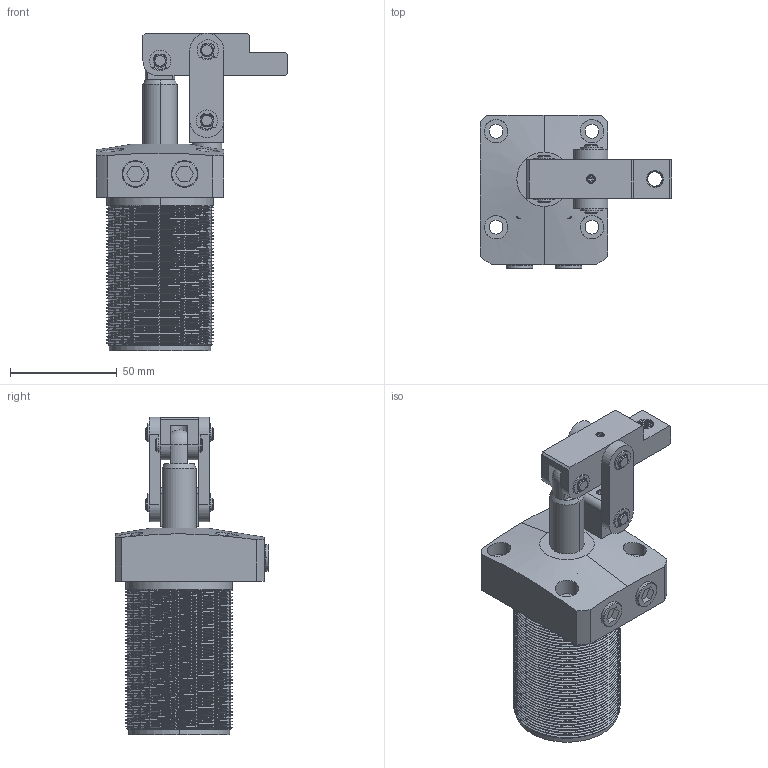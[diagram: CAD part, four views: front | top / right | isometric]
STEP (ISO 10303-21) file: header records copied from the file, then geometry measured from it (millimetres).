
FILE_DESCRIPTION (( 'STEP AP203' ), '1' );
FILE_NAME ('LHC01D-32R.STEP', '2021-01-20T07:10:00', ( 'User' ), ( 'china' ), 'SwSTEP 2.0', 'SolidWorks 2018', '' );
FILE_SCHEMA (( 'CONFIG_CONTROL_DESIGN' ));
Length unit declared in the file: millimetre
Products named in the file (40): 12_2; 10_2; 8_2; 6_2; 7_2; 11_2; LHC01D32R掛极; LHC01D32活塞杆; LHC01D-32R; 黑芛_6; 4_2; 5_2
Assembly tree (28 placements, depth 2):
  12_2
  10_2
  6_2
  12_2
  10_2
Bounding box: 90 x 72 x 149 mm (x, y, z)
Volume: 241637.8 mm3; surface area: 71382.1 mm2
Topology: 28 solids, 35 shells, 1468 faces, 3849 edges, 2474 vertices
Faces by surface type: cylinder 649, cone 606, plane 208, bspline 4, sphere 1
Entity records: 71666 total; most frequent: CARTESIAN_POINT 40805, ORIENTED_EDGE 6416, DIRECTION 4408, EDGE_CURVE 3208, VERTEX_POINT 2062, B_SPLINE_CURVE_WITH_KNOTS 1663, AXIS2_PLACEMENT_3D 1629, EDGE_LOOP 1266
